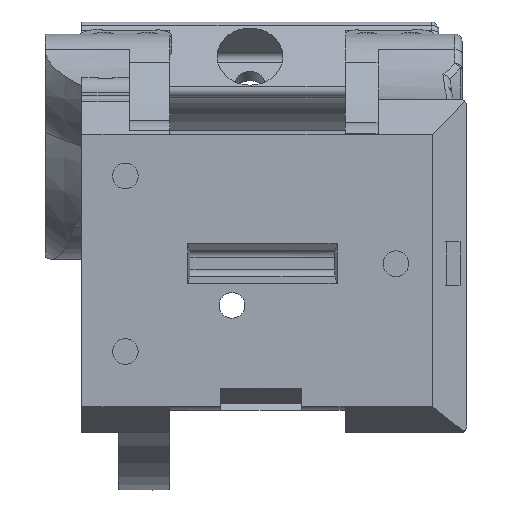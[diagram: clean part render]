
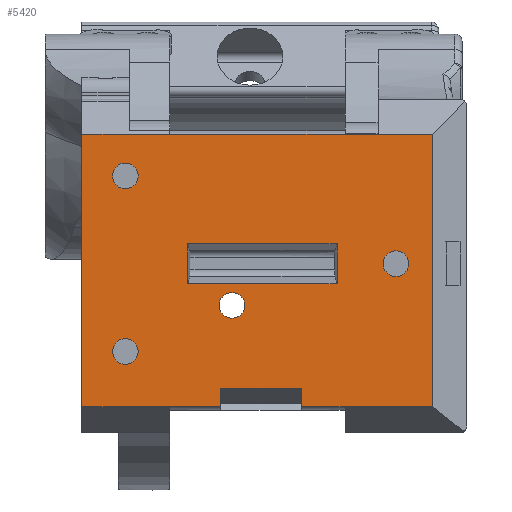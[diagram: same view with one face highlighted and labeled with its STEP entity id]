
A CAD part, left-side view. The second image highlights one B-rep face of the part: STEP entity #5420.
In plain terms, the highlighted planar face has unit normal (-1, 0, 0).
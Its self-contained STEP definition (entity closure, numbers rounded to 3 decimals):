
#97=FACE_BOUND('',#1186,.T.);
#98=FACE_BOUND('',#1187,.T.);
#99=FACE_BOUND('',#1188,.T.);
#100=FACE_BOUND('',#1189,.T.);
#101=FACE_BOUND('',#1190,.T.);
#350=CIRCLE('',#5757,1.75);
#435=CIRCLE('',#5906,1.75);
#436=CIRCLE('',#5907,1.75);
#437=CIRCLE('',#5908,1.75);
#562=PLANE('',#5905);
#816=FACE_OUTER_BOUND('',#1185,.T.);
#1185=EDGE_LOOP('',(#4696,#4697,#4698,#4699,#4700,#4701,#4702,#4703,#4704,
#4705,#4706,#4707));
#1186=EDGE_LOOP('',(#4708));
#1187=EDGE_LOOP('',(#4709,#4710,#4711,#4712));
#1188=EDGE_LOOP('',(#4713));
#1189=EDGE_LOOP('',(#4714));
#1190=EDGE_LOOP('',(#4715));
#1410=LINE('',#8875,#1822);
#1477=LINE('',#9169,#1889);
#1480=LINE('',#9175,#1892);
#1483=LINE('',#9184,#1895);
#1485=LINE('',#9188,#1897);
#1487=LINE('',#9195,#1899);
#1489=LINE('',#9204,#1901);
#1493=LINE('',#9214,#1905);
#1557=LINE('',#9572,#1969);
#1572=LINE('',#9835,#1984);
#1608=LINE('',#10184,#2020);
#1626=LINE('',#10233,#2038);
#1627=LINE('',#10236,#2039);
#1628=LINE('',#10238,#2040);
#1629=LINE('',#10240,#2041);
#1630=LINE('',#10241,#2042);
#1822=VECTOR('',#6316,10.);
#1889=VECTOR('',#6529,10.);
#1892=VECTOR('',#6534,10.);
#1895=VECTOR('',#6543,10.);
#1897=VECTOR('',#6547,10.);
#1899=VECTOR('',#6553,10.);
#1901=VECTOR('',#6565,10.);
#1905=VECTOR('',#6573,10.);
#1969=VECTOR('',#6789,10.);
#1984=VECTOR('',#6832,10.);
#2020=VECTOR('',#7030,10.);
#2038=VECTOR('',#7080,10.);
#2039=VECTOR('',#7081,10.);
#2040=VECTOR('',#7082,10.);
#2041=VECTOR('',#7083,10.);
#2042=VECTOR('',#7084,10.);
#2419=VERTEX_POINT('',#8872);
#2420=VERTEX_POINT('',#8874);
#2507=VERTEX_POINT('',#9166);
#2508=VERTEX_POINT('',#9168);
#2510=VERTEX_POINT('',#9174);
#2513=VERTEX_POINT('',#9182);
#2514=VERTEX_POINT('',#9187);
#2517=VERTEX_POINT('',#9193);
#2523=VERTEX_POINT('',#9212);
#2573=VERTEX_POINT('',#9383);
#2604=VERTEX_POINT('',#9570);
#2634=VERTEX_POINT('',#9833);
#2658=VERTEX_POINT('',#10029);
#2719=VERTEX_POINT('',#10234);
#2720=VERTEX_POINT('',#10235);
#2721=VERTEX_POINT('',#10237);
#2722=VERTEX_POINT('',#10239);
#2723=VERTEX_POINT('',#10242);
#2724=VERTEX_POINT('',#10244);
#2725=VERTEX_POINT('',#10246);
#3007=EDGE_CURVE('',#2419,#2420,#1410,.T.);
#3122=EDGE_CURVE('',#2508,#2507,#1477,.T.);
#3125=EDGE_CURVE('',#2510,#2508,#1480,.T.);
#3130=EDGE_CURVE('',#2507,#2513,#1483,.T.);
#3132=EDGE_CURVE('',#2510,#2514,#1485,.T.);
#3136=EDGE_CURVE('',#2517,#2513,#1487,.T.);
#3140=EDGE_CURVE('',#2514,#2419,#1489,.T.);
#3145=EDGE_CURVE('',#2523,#2517,#1493,.T.);
#3213=EDGE_CURVE('',#2573,#2573,#350,.T.);
#3262=EDGE_CURVE('',#2604,#2523,#1557,.T.);
#3299=EDGE_CURVE('',#2634,#2604,#1572,.T.);
#3404=EDGE_CURVE('',#2420,#2658,#1608,.T.);
#3428=EDGE_CURVE('',#2658,#2634,#1626,.T.);
#3429=EDGE_CURVE('',#2719,#2720,#1627,.F.);
#3430=EDGE_CURVE('',#2720,#2721,#1628,.F.);
#3431=EDGE_CURVE('',#2721,#2722,#1629,.F.);
#3432=EDGE_CURVE('',#2722,#2719,#1630,.F.);
#3433=EDGE_CURVE('',#2723,#2723,#435,.T.);
#3434=EDGE_CURVE('',#2724,#2724,#436,.T.);
#3435=EDGE_CURVE('',#2725,#2725,#437,.T.);
#4696=ORIENTED_EDGE('',*,*,#3130,.T.);
#4697=ORIENTED_EDGE('',*,*,#3136,.F.);
#4698=ORIENTED_EDGE('',*,*,#3145,.F.);
#4699=ORIENTED_EDGE('',*,*,#3262,.F.);
#4700=ORIENTED_EDGE('',*,*,#3299,.F.);
#4701=ORIENTED_EDGE('',*,*,#3428,.F.);
#4702=ORIENTED_EDGE('',*,*,#3404,.F.);
#4703=ORIENTED_EDGE('',*,*,#3007,.F.);
#4704=ORIENTED_EDGE('',*,*,#3140,.F.);
#4705=ORIENTED_EDGE('',*,*,#3132,.F.);
#4706=ORIENTED_EDGE('',*,*,#3125,.T.);
#4707=ORIENTED_EDGE('',*,*,#3122,.T.);
#4708=ORIENTED_EDGE('',*,*,#3213,.T.);
#4709=ORIENTED_EDGE('',*,*,#3429,.T.);
#4710=ORIENTED_EDGE('',*,*,#3430,.T.);
#4711=ORIENTED_EDGE('',*,*,#3431,.T.);
#4712=ORIENTED_EDGE('',*,*,#3432,.T.);
#4713=ORIENTED_EDGE('',*,*,#3433,.T.);
#4714=ORIENTED_EDGE('',*,*,#3434,.T.);
#4715=ORIENTED_EDGE('',*,*,#3435,.T.);
#5420=ADVANCED_FACE('',(#816,#97,#98,#99,#100,#101),#562,.F.);
#5757=AXIS2_PLACEMENT_3D('',#9385,#6693,#6694);
#5905=AXIS2_PLACEMENT_3D('',#10232,#7078,#7079);
#5906=AXIS2_PLACEMENT_3D('',#10243,#7085,#7086);
#5907=AXIS2_PLACEMENT_3D('',#10245,#7087,#7088);
#5908=AXIS2_PLACEMENT_3D('',#10247,#7089,#7090);
#6316=DIRECTION('',(0.,0.,1.));
#6529=DIRECTION('',(0.,-1.,0.));
#6534=DIRECTION('',(0.,0.,1.));
#6543=DIRECTION('',(0.,0.,-1.));
#6547=DIRECTION('',(0.,1.,0.));
#6553=DIRECTION('',(0.,1.,0.));
#6565=DIRECTION('',(0.,1.,0.));
#6573=DIRECTION('',(0.,1.,0.));
#6693=DIRECTION('center_axis',(1.,0.,0.));
#6694=DIRECTION('ref_axis',(0.,0.,-1.));
#6789=DIRECTION('',(0.,0.,-1.));
#6832=DIRECTION('',(0.,-1.,0.));
#7030=DIRECTION('',(0.,-1.,0.));
#7078=DIRECTION('center_axis',(1.,0.,0.));
#7079=DIRECTION('ref_axis',(0.,0.,-1.));
#7080=DIRECTION('',(0.,-1.,0.));
#7081=DIRECTION('',(0.,0.,1.));
#7082=DIRECTION('',(0.,-1.,0.));
#7083=DIRECTION('',(0.,0.,-1.));
#7084=DIRECTION('',(0.,1.,0.));
#7085=DIRECTION('center_axis',(1.,0.,0.));
#7086=DIRECTION('ref_axis',(0.,0.,1.));
#7087=DIRECTION('center_axis',(1.,0.,0.));
#7088=DIRECTION('ref_axis',(0.,0.,1.));
#7089=DIRECTION('center_axis',(1.,0.,0.));
#7090=DIRECTION('ref_axis',(0.,0.,1.));
#8872=CARTESIAN_POINT('',(26.45,59.503,-19.841));
#8874=CARTESIAN_POINT('',(26.45,59.503,17.371));
#8875=CARTESIAN_POINT('',(26.45,59.503,22.265));
#9166=CARTESIAN_POINT('',(26.45,29.503,-17.343));
#9168=CARTESIAN_POINT('',(26.45,40.503,-17.343));
#9169=CARTESIAN_POINT('',(26.45,60.155,-17.343));
#9174=CARTESIAN_POINT('',(26.45,40.503,-19.841));
#9175=CARTESIAN_POINT('',(26.45,40.503,-11.083));
#9182=CARTESIAN_POINT('',(26.45,29.503,-19.841));
#9184=CARTESIAN_POINT('',(26.45,29.503,-10.484));
#9187=CARTESIAN_POINT('',(26.45,47.503,-19.841));
#9188=CARTESIAN_POINT('',(26.45,66.405,-19.841));
#9193=CARTESIAN_POINT('',(26.45,23.503,-19.841));
#9195=CARTESIAN_POINT('',(26.45,66.405,-19.841));
#9204=CARTESIAN_POINT('',(26.45,66.405,-19.841));
#9212=CARTESIAN_POINT('',(26.45,11.524,-19.841));
#9214=CARTESIAN_POINT('',(26.45,66.405,-19.841));
#9383=CARTESIAN_POINT('',(26.45,38.971,-4.256));
#9385=CARTESIAN_POINT('Origin',(26.45,38.971,-6.006));
#9570=CARTESIAN_POINT('',(26.45,11.524,17.371));
#9572=CARTESIAN_POINT('',(26.45,11.524,-0.48));
#9833=CARTESIAN_POINT('',(26.45,23.503,17.371));
#9835=CARTESIAN_POINT('',(26.45,66.405,17.371));
#10029=CARTESIAN_POINT('',(26.45,47.503,17.371));
#10184=CARTESIAN_POINT('',(26.45,66.405,17.371));
#10232=CARTESIAN_POINT('Origin',(26.45,85.307,-0.325));
#10233=CARTESIAN_POINT('',(26.45,66.405,17.371));
#10234=CARTESIAN_POINT('',(26.45,24.612,2.395));
#10235=CARTESIAN_POINT('',(26.45,24.612,-3.027));
#10236=CARTESIAN_POINT('',(26.45,24.612,0.929));
#10237=CARTESIAN_POINT('',(26.45,45.013,-3.027));
#10238=CARTESIAN_POINT('',(26.45,57.56,-3.027));
#10239=CARTESIAN_POINT('',(26.45,45.013,2.395));
#10240=CARTESIAN_POINT('',(26.45,45.013,-1.571));
#10241=CARTESIAN_POINT('',(26.45,62.56,2.395));
#10242=CARTESIAN_POINT('',(26.45,53.551,-14.066));
#10243=CARTESIAN_POINT('Origin',(26.45,53.551,-12.316));
#10244=CARTESIAN_POINT('',(26.45,53.551,9.934));
#10245=CARTESIAN_POINT('Origin',(26.45,53.551,11.684));
#10246=CARTESIAN_POINT('',(26.45,16.551,-2.066));
#10247=CARTESIAN_POINT('Origin',(26.45,16.551,-0.316));
